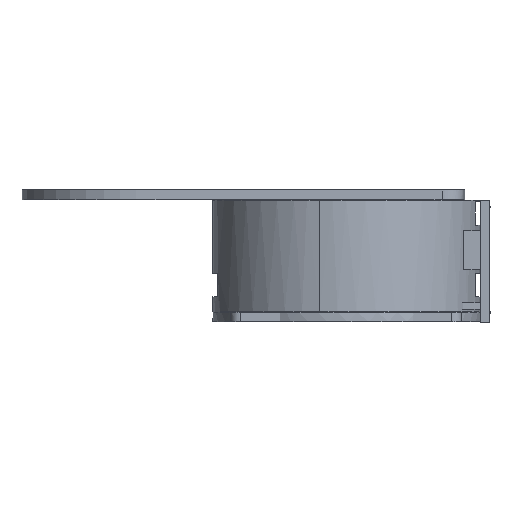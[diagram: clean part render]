
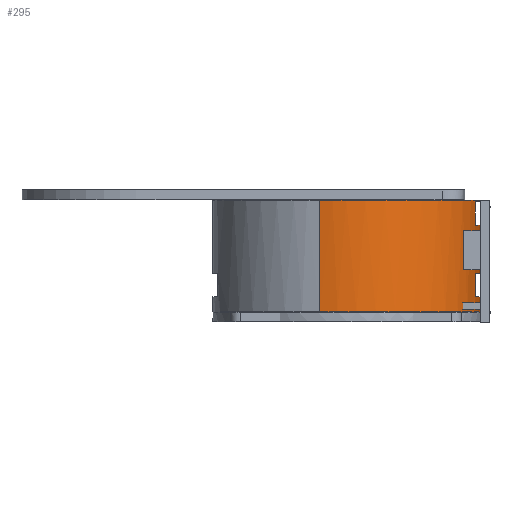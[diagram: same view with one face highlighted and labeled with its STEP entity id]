
A CAD part, left-side view. The second image highlights one B-rep face of the part: STEP entity #295.
In plain terms, the highlighted cylindrical face has radius 41.001 mm (diameter 82.002 mm), a partial arc.
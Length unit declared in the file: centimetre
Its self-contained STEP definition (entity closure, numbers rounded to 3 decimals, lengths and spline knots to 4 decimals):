
#46=FACE_BOUND('',#538,.T.);
#47=FACE_BOUND('',#539,.T.);
#99=CYLINDRICAL_SURFACE('',#1936,4.1001);
#176=(
BOUNDED_CURVE()
B_SPLINE_CURVE(1,(#3235,#3236),.UNSPECIFIED.,.F.,.F.)
B_SPLINE_CURVE_WITH_KNOTS((2,2),(0.,3.4333),.UNSPECIFIED.)
CURVE()
GEOMETRIC_REPRESENTATION_ITEM()
RATIONAL_B_SPLINE_CURVE((1.,1.))
REPRESENTATION_ITEM('')
);
#177=(
BOUNDED_CURVE()
B_SPLINE_CURVE(2,(#3237,#3238,#3239,#3240,#3241),.UNSPECIFIED.,.F.,.F.)
B_SPLINE_CURVE_WITH_KNOTS((3,2,3),(0.,6.4404,12.8808),
 .UNSPECIFIED.)
CURVE()
GEOMETRIC_REPRESENTATION_ITEM()
RATIONAL_B_SPLINE_CURVE((1.,0.707,1.,0.707,1.))
REPRESENTATION_ITEM('')
);
#178=(
BOUNDED_CURVE()
B_SPLINE_CURVE(1,(#3242,#3243),.UNSPECIFIED.,.F.,.F.)
B_SPLINE_CURVE_WITH_KNOTS((2,2),(0.,3.4333),.UNSPECIFIED.)
CURVE()
GEOMETRIC_REPRESENTATION_ITEM()
RATIONAL_B_SPLINE_CURVE((1.,1.))
REPRESENTATION_ITEM('')
);
#179=(
BOUNDED_CURVE()
B_SPLINE_CURVE(2,(#3244,#3245,#3246,#3247,#3248),.UNSPECIFIED.,.F.,.F.)
B_SPLINE_CURVE_WITH_KNOTS((3,2,3),(0.,6.4404,12.8808),
 .UNSPECIFIED.)
CURVE()
GEOMETRIC_REPRESENTATION_ITEM()
RATIONAL_B_SPLINE_CURVE((1.,0.707,1.,0.707,1.))
REPRESENTATION_ITEM('')
);
#180=(
BOUNDED_CURVE()
B_SPLINE_CURVE(2,(#3249,#3250,#3251),.UNSPECIFIED.,.F.,.F.)
B_SPLINE_CURVE_WITH_KNOTS((3,3),(0.,3.1253),.UNSPECIFIED.)
CURVE()
GEOMETRIC_REPRESENTATION_ITEM()
RATIONAL_B_SPLINE_CURVE((1.,0.928,1.))
REPRESENTATION_ITEM('')
);
#181=(
BOUNDED_CURVE()
B_SPLINE_CURVE(2,(#3254,#3255,#3256),.UNSPECIFIED.,.F.,.F.)
B_SPLINE_CURVE_WITH_KNOTS((3,3),(0.,3.1253),.UNSPECIFIED.)
CURVE()
GEOMETRIC_REPRESENTATION_ITEM()
RATIONAL_B_SPLINE_CURVE((1.,0.928,1.))
REPRESENTATION_ITEM('')
);
#182=(
BOUNDED_CURVE()
B_SPLINE_CURVE(2,(#3259,#3260,#3261),.UNSPECIFIED.,.F.,.F.)
B_SPLINE_CURVE_WITH_KNOTS((3,3),(0.,3.1253),.UNSPECIFIED.)
CURVE()
GEOMETRIC_REPRESENTATION_ITEM()
RATIONAL_B_SPLINE_CURVE((1.,0.928,1.))
REPRESENTATION_ITEM('')
);
#183=(
BOUNDED_CURVE()
B_SPLINE_CURVE(2,(#3264,#3265,#3266),.UNSPECIFIED.,.F.,.F.)
B_SPLINE_CURVE_WITH_KNOTS((3,3),(0.,3.1253),.UNSPECIFIED.)
CURVE()
GEOMETRIC_REPRESENTATION_ITEM()
RATIONAL_B_SPLINE_CURVE((1.,0.928,1.))
REPRESENTATION_ITEM('')
);
#295=ADVANCED_FACE('',(#401,#46,#47),#99,.T.);
#401=FACE_OUTER_BOUND('',#537,.T.);
#537=EDGE_LOOP('',(#918,#919,#920,#921));
#538=EDGE_LOOP('',(#922,#923,#924,#925));
#539=EDGE_LOOP('',(#926,#927,#928,#929));
#918=ORIENTED_EDGE('',*,*,#1280,.T.);
#919=ORIENTED_EDGE('',*,*,#1281,.T.);
#920=ORIENTED_EDGE('',*,*,#1282,.T.);
#921=ORIENTED_EDGE('',*,*,#1283,.T.);
#922=ORIENTED_EDGE('',*,*,#1287,.T.);
#923=ORIENTED_EDGE('',*,*,#1284,.T.);
#924=ORIENTED_EDGE('',*,*,#1285,.T.);
#925=ORIENTED_EDGE('',*,*,#1286,.T.);
#926=ORIENTED_EDGE('',*,*,#1291,.T.);
#927=ORIENTED_EDGE('',*,*,#1288,.T.);
#928=ORIENTED_EDGE('',*,*,#1289,.T.);
#929=ORIENTED_EDGE('',*,*,#1290,.T.);
#1280=EDGE_CURVE('',#1662,#1663,#176,.T.);
#1281=EDGE_CURVE('',#1663,#1664,#177,.T.);
#1282=EDGE_CURVE('',#1664,#1665,#178,.T.);
#1283=EDGE_CURVE('',#1665,#1662,#179,.T.);
#1284=EDGE_CURVE('',#1666,#1667,#180,.T.);
#1285=EDGE_CURVE('',#1667,#1668,#1485,.T.);
#1286=EDGE_CURVE('',#1668,#1669,#181,.T.);
#1287=EDGE_CURVE('',#1669,#1666,#1486,.T.);
#1288=EDGE_CURVE('',#1670,#1671,#182,.T.);
#1289=EDGE_CURVE('',#1671,#1672,#1487,.T.);
#1290=EDGE_CURVE('',#1672,#1673,#183,.T.);
#1291=EDGE_CURVE('',#1673,#1670,#1488,.T.);
#1485=B_SPLINE_CURVE_WITH_KNOTS('',1,(#3252,#3253),.UNSPECIFIED.,.F.,.F.,
(2,2),(0.,0.7194),.UNSPECIFIED.);
#1486=B_SPLINE_CURVE_WITH_KNOTS('',1,(#3257,#3258),.UNSPECIFIED.,.F.,.F.,
(2,2),(0.,0.7194),.UNSPECIFIED.);
#1487=B_SPLINE_CURVE_WITH_KNOTS('',1,(#3262,#3263),.UNSPECIFIED.,.F.,.F.,
(2,2),(0.,0.7194),.UNSPECIFIED.);
#1488=B_SPLINE_CURVE_WITH_KNOTS('',1,(#3267,#3268),.UNSPECIFIED.,.F.,.F.,
(2,2),(0.,0.7194),.UNSPECIFIED.);
#1662=VERTEX_POINT('',#3209);
#1663=VERTEX_POINT('',#3210);
#1664=VERTEX_POINT('',#3211);
#1665=VERTEX_POINT('',#3212);
#1666=VERTEX_POINT('',#3213);
#1667=VERTEX_POINT('',#3214);
#1668=VERTEX_POINT('',#3215);
#1669=VERTEX_POINT('',#3216);
#1670=VERTEX_POINT('',#3217);
#1671=VERTEX_POINT('',#3218);
#1672=VERTEX_POINT('',#3219);
#1673=VERTEX_POINT('',#3220);
#1936=AXIS2_PLACEMENT_3D('',#3191,#2045,$);
#2045=DIRECTION('',(0.,0.,1.));
#3191=CARTESIAN_POINT('',(-0.0002,0.0002,102.4278));
#3209=CARTESIAN_POINT('',(4.0157,-0.8266,100.7112));
#3210=CARTESIAN_POINT('',(4.0157,-0.8266,104.1445));
#3211=CARTESIAN_POINT('',(-4.016,0.8269,104.1445));
#3212=CARTESIAN_POINT('',(-4.016,0.8269,100.7112));
#3213=CARTESIAN_POINT('',(1.931,-3.6166,101.1787));
#3214=CARTESIAN_POINT('',(-1.101,-3.9494,101.1787));
#3215=CARTESIAN_POINT('',(-1.101,-3.9494,101.8981));
#3216=CARTESIAN_POINT('',(1.931,-3.6166,101.8981));
#3217=CARTESIAN_POINT('',(1.931,-3.6166,103.3725));
#3218=CARTESIAN_POINT('',(-1.101,-3.9494,103.3725));
#3219=CARTESIAN_POINT('',(-1.101,-3.9494,104.092));
#3220=CARTESIAN_POINT('',(1.931,-3.6166,104.092));
#3235=CARTESIAN_POINT('',(4.0157,-0.8266,100.7112));
#3236=CARTESIAN_POINT('',(4.0157,-0.8266,104.1445));
#3237=CARTESIAN_POINT('',(4.0157,-0.8266,104.1445));
#3238=CARTESIAN_POINT('',(3.189,-4.8424,104.1445));
#3239=CARTESIAN_POINT('',(-0.8269,-4.0157,104.1445));
#3240=CARTESIAN_POINT('',(-4.8428,-3.189,104.1445));
#3241=CARTESIAN_POINT('',(-4.016,0.8269,104.1445));
#3242=CARTESIAN_POINT('',(-4.016,0.8269,104.1445));
#3243=CARTESIAN_POINT('',(-4.016,0.8269,100.7112));
#3244=CARTESIAN_POINT('',(-4.016,0.8269,100.7112));
#3245=CARTESIAN_POINT('',(-4.8428,-3.189,100.7112));
#3246=CARTESIAN_POINT('',(-0.8269,-4.0157,100.7112));
#3247=CARTESIAN_POINT('',(3.189,-4.8424,100.7112));
#3248=CARTESIAN_POINT('',(4.0157,-0.8266,100.7112));
#3249=CARTESIAN_POINT('',(1.931,-3.6166,101.1787));
#3250=CARTESIAN_POINT('',(0.4816,-4.3905,101.1787));
#3251=CARTESIAN_POINT('',(-1.101,-3.9494,101.1787));
#3252=CARTESIAN_POINT('',(-1.101,-3.9494,101.1787));
#3253=CARTESIAN_POINT('',(-1.101,-3.9494,101.8981));
#3254=CARTESIAN_POINT('',(-1.101,-3.9494,101.8981));
#3255=CARTESIAN_POINT('',(0.4816,-4.3905,101.8981));
#3256=CARTESIAN_POINT('',(1.931,-3.6166,101.8981));
#3257=CARTESIAN_POINT('',(1.931,-3.6166,101.8981));
#3258=CARTESIAN_POINT('',(1.931,-3.6166,101.1787));
#3259=CARTESIAN_POINT('',(1.931,-3.6166,103.3725));
#3260=CARTESIAN_POINT('',(0.4816,-4.3905,103.3725));
#3261=CARTESIAN_POINT('',(-1.101,-3.9494,103.3725));
#3262=CARTESIAN_POINT('',(-1.101,-3.9494,103.3725));
#3263=CARTESIAN_POINT('',(-1.101,-3.9494,104.092));
#3264=CARTESIAN_POINT('',(-1.101,-3.9494,104.092));
#3265=CARTESIAN_POINT('',(0.4816,-4.3905,104.092));
#3266=CARTESIAN_POINT('',(1.931,-3.6166,104.092));
#3267=CARTESIAN_POINT('',(1.931,-3.6166,104.092));
#3268=CARTESIAN_POINT('',(1.931,-3.6166,103.3725));
